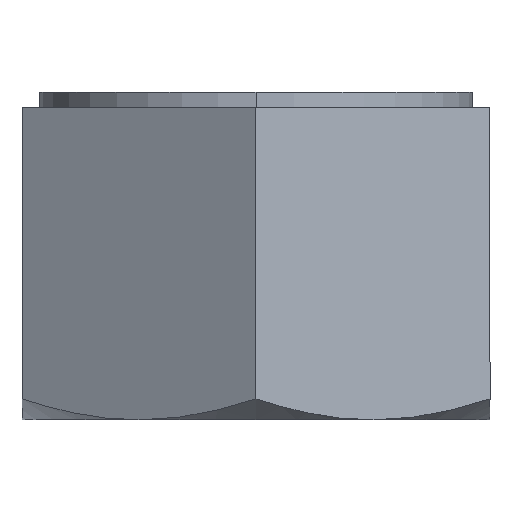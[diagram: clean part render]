
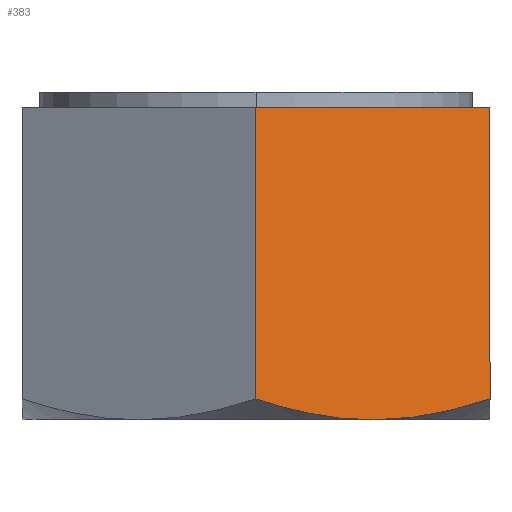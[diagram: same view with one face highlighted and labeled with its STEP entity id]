
A CAD part, left-side view. The second image highlights one B-rep face of the part: STEP entity #383.
In plain terms, the highlighted planar face has unit normal (-0.866, -0.5, 0).
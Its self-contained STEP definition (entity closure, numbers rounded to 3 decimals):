
#29 = CARTESIAN_POINT ( 'NONE',  ( -5.196, -9., -12. ) ) ;
#50 = CARTESIAN_POINT ( 'NONE',  ( -7.352, -5.266, -11.981 ) ) ;
#53 = CARTESIAN_POINT ( 'NONE',  ( -9.539, -1.478, -11.644 ) ) ;
#74 = DIRECTION ( 'NONE',  ( 0.5, -0.866, 0. ) ) ;
#79 = CARTESIAN_POINT ( 'NONE',  ( -7.794, -4.5, -12. ) ) ;
#97 = CARTESIAN_POINT ( 'NONE',  ( -7.794, -4.5, -12. ) ) ;
#101 = CARTESIAN_POINT ( 'NONE',  ( -8.237, -3.733, -12. ) ) ;
#104 = VERTEX_POINT ( 'NONE', #892 ) ;
#107 = CARTESIAN_POINT ( 'NONE',  ( -8.674, -2.976, -11.923 ) ) ;
#112 = ORIENTED_EDGE ( 'NONE', *, *, #1481, .T. ) ;
#124 = VERTEX_POINT ( 'NONE', #316 ) ;
#126 = CARTESIAN_POINT ( 'NONE',  ( -10.392, 0., -11.196 ) ) ;
#128 = VERTEX_POINT ( 'NONE', #1833 ) ;
#131 = EDGE_CURVE ( 'NONE', #104, #128, #1170, .T. ) ;
#169 = CARTESIAN_POINT ( 'NONE',  ( -5.62, -8.266, -11.441 ) ) ;
#175 = CARTESIAN_POINT ( 'NONE',  ( -5.196, -9., -11.196 ) ) ;
#209 = CARTESIAN_POINT ( 'NONE',  ( -6.048, -7.525, -11.643 ) ) ;
#217 = CARTESIAN_POINT ( 'NONE',  ( -9.967, -0.736, -11.442 ) ) ;
#270 = CARTESIAN_POINT ( 'NONE',  ( -10.392, 0., -12. ) ) ;
#290 = LINE ( 'NONE', #29, #1065 ) ;
#316 = CARTESIAN_POINT ( 'NONE',  ( -7.794, -4.5, -12. ) ) ;
#383 = ADVANCED_FACE ( 'NONE', ( #1338 ), #1261, .T. ) ;
#455 = EDGE_LOOP ( 'NONE', ( #660, #112, #480, #889, #1774 ) ) ;
#480 = ORIENTED_EDGE ( 'NONE', *, *, #492, .T. ) ;
#492 = EDGE_CURVE ( 'NONE', #124, #1611, #1327, .T. ) ;
#505 = CARTESIAN_POINT ( 'NONE',  ( -10.392, 0., -11.196 ) ) ;
#516 = CARTESIAN_POINT ( 'NONE',  ( -6.697, -6.401, -11.853 ) ) ;
#660 = ORIENTED_EDGE ( 'NONE', *, *, #1117, .F. ) ;
#711 = DIRECTION ( 'NONE',  ( 0., 0., 1. ) ) ;
#772 = AXIS2_PLACEMENT_3D ( 'NONE', #270, #1626, #74 ) ;
#886 = CARTESIAN_POINT ( 'NONE',  ( -10.392, 0., 0. ) ) ;
#889 = ORIENTED_EDGE ( 'NONE', *, *, #1014, .T. ) ;
#892 = CARTESIAN_POINT ( 'NONE',  ( -10.392, 0., 0. ) ) ;
#903 = CARTESIAN_POINT ( 'NONE',  ( -10.392, 0., -12. ) ) ;
#1008 = VERTEX_POINT ( 'NONE', #505 ) ;
#1014 = EDGE_CURVE ( 'NONE', #1611, #128, #290, .T. ) ;
#1026 = LINE ( 'NONE', #903, #1710 ) ;
#1065 = VECTOR ( 'NONE', #711, 1000. ) ;
#1092 = CARTESIAN_POINT ( 'NONE',  ( -6.914, -6.024, -11.907 ) ) ;
#1117 = EDGE_CURVE ( 'NONE', #1008, #104, #1026, .T. ) ;
#1166 = DIRECTION ( 'NONE',  ( 0., 0., 1. ) ) ;
#1170 = LINE ( 'NONE', #886, #1208 ) ;
#1208 = VECTOR ( 'NONE', #1293, 1000. ) ;
#1232 = CARTESIAN_POINT ( 'NONE',  ( -7.574, -4.882, -12. ) ) ;
#1261 = PLANE ( 'NONE',  #772 ) ;
#1293 = DIRECTION ( 'NONE',  ( 0.5, -0.866, 0. ) ) ;
#1327 = B_SPLINE_CURVE_WITH_KNOTS ( 'NONE', 3,
 ( #97, #1232, #50, #1092, #516, #209, #169, #175 ),
 .UNSPECIFIED., .F., .F.,
 ( 4, 2, 2, 4 ),
 ( 0.005, 0.007, 0.008, 0.01 ),
 .UNSPECIFIED. ) ;
#1338 = FACE_OUTER_BOUND ( 'NONE', #455, .T. ) ;
#1342 = B_SPLINE_CURVE_WITH_KNOTS ( 'NONE', 3,
 ( #126, #217, #53, #107, #101, #79 ),
 .UNSPECIFIED., .F., .F.,
 ( 4, 2, 4 ),
 ( 0., 0.003, 0.005 ),
 .UNSPECIFIED. ) ;
#1481 = EDGE_CURVE ( 'NONE', #1008, #124, #1342, .T. ) ;
#1556 = CARTESIAN_POINT ( 'NONE',  ( -5.196, -9., -11.196 ) ) ;
#1611 = VERTEX_POINT ( 'NONE', #1556 ) ;
#1626 = DIRECTION ( 'NONE',  ( -0.866, -0.5, 0. ) ) ;
#1710 = VECTOR ( 'NONE', #1166, 1000. ) ;
#1774 = ORIENTED_EDGE ( 'NONE', *, *, #131, .F. ) ;
#1833 = CARTESIAN_POINT ( 'NONE',  ( -5.196, -9., 0. ) ) ;
